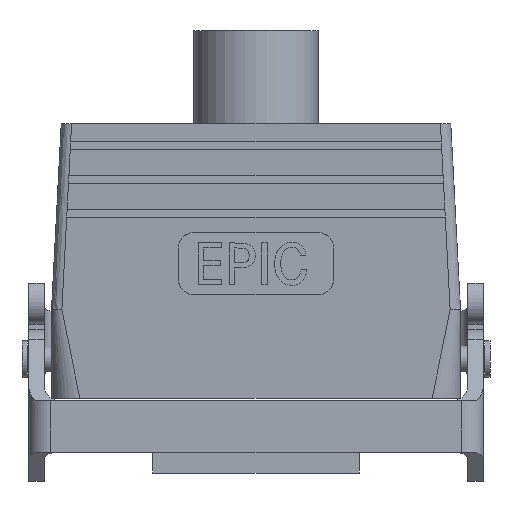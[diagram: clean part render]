
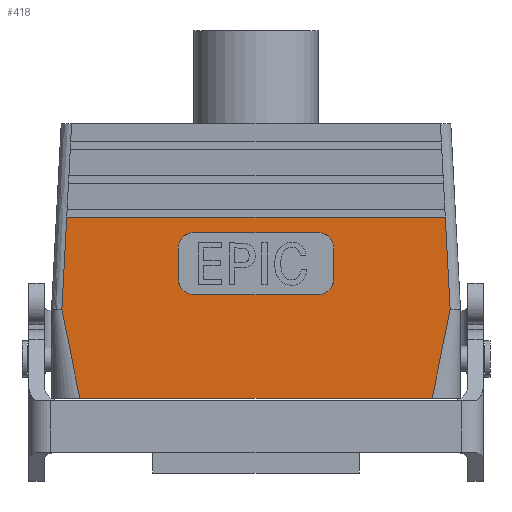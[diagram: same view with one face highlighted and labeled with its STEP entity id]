
A CAD part, left-side view. The second image highlights one B-rep face of the part: STEP entity #418.
In plain terms, the highlighted planar face has unit normal (-1, 0, -0.027).
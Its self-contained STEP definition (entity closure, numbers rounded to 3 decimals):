
#418 = ADVANCED_FACE( '', ( #926, #927 ), #928, .F. );
#926 = FACE_BOUND( '', #1757, .T. );
#927 = FACE_OUTER_BOUND( '', #1758, .T. );
#928 = PLANE( '', #1759 );
#1757 = EDGE_LOOP( '', ( #2988, #2989, #2990, #2991, #2992, #2993, #2994, #2995 ) );
#1758 = EDGE_LOOP( '', ( #2996, #2997, #2998, #2999, #3000, #3001 ) );
#1759 = AXIS2_PLACEMENT_3D( '', #3002, #3003, #3004 );
#2988 = ORIENTED_EDGE( '', *, *, #4283, .T. );
#2989 = ORIENTED_EDGE( '', *, *, #4284, .F. );
#2990 = ORIENTED_EDGE( '', *, *, #4285, .F. );
#2991 = ORIENTED_EDGE( '', *, *, #4116, .F. );
#2992 = ORIENTED_EDGE( '', *, *, #4286, .F. );
#2993 = ORIENTED_EDGE( '', *, *, #4088, .F. );
#2994 = ORIENTED_EDGE( '', *, *, #4135, .T. );
#2995 = ORIENTED_EDGE( '', *, *, #4216, .T. );
#2996 = ORIENTED_EDGE( '', *, *, #4287, .T. );
#2997 = ORIENTED_EDGE( '', *, *, #4288, .F. );
#2998 = ORIENTED_EDGE( '', *, *, #4033, .F. );
#2999 = ORIENTED_EDGE( '', *, *, #3966, .F. );
#3000 = ORIENTED_EDGE( '', *, *, #4162, .T. );
#3001 = ORIENTED_EDGE( '', *, *, #3995, .T. );
#3002 = CARTESIAN_POINT( '', ( -14.75, 39.5, 0. ) );
#3003 = DIRECTION( '', ( 1., 0., 0.027 ) );
#3004 = DIRECTION( '', ( 0.027, 0., -1. ) );
#3966 = EDGE_CURVE( '', #4696, #4697, #4698, .T. );
#3995 = EDGE_CURVE( '', #4746, #4743, #4747, .F. );
#4033 = EDGE_CURVE( '', #4697, #4812, #4813, .T. );
#4088 = EDGE_CURVE( '', #4903, #4904, #4905, .T. );
#4116 = EDGE_CURVE( '', #4952, #4953, #4954, .T. );
#4135 = EDGE_CURVE( '', #4903, #4981, #4982, .F. );
#4162 = EDGE_CURVE( '', #4696, #4746, #5020, .T. );
#4216 = EDGE_CURVE( '', #4981, #5098, #5099, .T. );
#4283 = EDGE_CURVE( '', #5098, #5189, #5190, .F. );
#4284 = EDGE_CURVE( '', #5191, #5189, #5192, .T. );
#4285 = EDGE_CURVE( '', #4953, #5191, #5193, .F. );
#4286 = EDGE_CURVE( '', #4904, #4952, #5194, .F. );
#4287 = EDGE_CURVE( '', #4743, #5195, #5196, .T. );
#4288 = EDGE_CURVE( '', #4812, #5195, #5197, .F. );
#4696 = VERTEX_POINT( '', #5756 );
#4697 = VERTEX_POINT( '', #5757 );
#4698 = LINE( '', #5758, #5759 );
#4743 = VERTEX_POINT( '', #5824 );
#4746 = VERTEX_POINT( '', #5846 );
#4747 = B_SPLINE_CURVE_WITH_KNOTS( '', 3, ( #5847, #5848, #5849, #5850 ), .UNSPECIFIED., .F., .F., ( 4, 4 ), ( 0.562, 0.84 ), .UNSPECIFIED. );
#4812 = VERTEX_POINT( '', #6018 );
#4813 = B_SPLINE_CURVE_WITH_KNOTS( '', 3, ( #6019, #6020, #6021, #6022 ), .UNSPECIFIED., .F., .F., ( 4, 4 ), ( 0.5, 0.599 ), .UNSPECIFIED. );
#4903 = VERTEX_POINT( '', #6206 );
#4904 = VERTEX_POINT( '', #6207 );
#4905 = LINE( '', #6208, #6209 );
#4952 = VERTEX_POINT( '', #6275 );
#4953 = VERTEX_POINT( '', #6276 );
#4954 = LINE( '', #6277, #6278 );
#4981 = VERTEX_POINT( '', #6333 );
#4982 = ELLIPSE( '', #6334, 3.001, 3. );
#5020 = B_SPLINE_CURVE_WITH_KNOTS( '', 3, ( #6400, #6401, #6402, #6403 ), .UNSPECIFIED., .F., .F., ( 4, 4 ), ( 0.5, 0.599 ), .UNSPECIFIED. );
#5098 = VERTEX_POINT( '', #6560 );
#5099 = LINE( '', #6561, #6562 );
#5189 = VERTEX_POINT( '', #6779 );
#5190 = ELLIPSE( '', #6780, 3.001, 3. );
#5191 = VERTEX_POINT( '', #6781 );
#5192 = LINE( '', #6782, #6783 );
#5193 = ELLIPSE( '', #6784, 3.001, 3. );
#5194 = ELLIPSE( '', #6785, 3.001, 3. );
#5195 = VERTEX_POINT( '', #6786 );
#5196 = LINE( '', #6787, #6788 );
#5197 = B_SPLINE_CURVE_WITH_KNOTS( '', 3, ( #6789, #6790, #6791, #6792 ), .UNSPECIFIED., .F., .F., ( 4, 4 ), ( 0.562, 0.84 ), .UNSPECIFIED. );
#5756 = CARTESIAN_POINT( '', ( -15.708, 36.562, 35. ) );
#5757 = CARTESIAN_POINT( '', ( -15.708, -36.562, 35. ) );
#5758 = CARTESIAN_POINT( '', ( -15.708, 39.5, 35. ) );
#5759 = VECTOR( '', #7320, 1000. );
#5824 = CARTESIAN_POINT( '', ( -14.75, 34.03, 0. ) );
#5846 = CARTESIAN_POINT( '', ( -15.22, 37.496, 17.178 ) );
#5847 = CARTESIAN_POINT( '', ( -14.75, 34.03, 0. ) );
#5848 = CARTESIAN_POINT( '', ( -14.907, 35.185, 5.726 ) );
#5849 = CARTESIAN_POINT( '', ( -15.063, 36.34, 11.452 ) );
#5850 = CARTESIAN_POINT( '', ( -15.22, 37.496, 17.178 ) );
#6018 = CARTESIAN_POINT( '', ( -15.22, -37.496, 17.178 ) );
#6019 = CARTESIAN_POINT( '', ( -15.708, -36.562, 35. ) );
#6020 = CARTESIAN_POINT( '', ( -15.545, -36.873, 29.059 ) );
#6021 = CARTESIAN_POINT( '', ( -15.382, -37.184, 23.119 ) );
#6022 = CARTESIAN_POINT( '', ( -15.22, -37.496, 17.178 ) );
#6206 = CARTESIAN_POINT( '', ( -15.625, -12., 32. ) );
#6207 = CARTESIAN_POINT( '', ( -15.625, 12., 32. ) );
#6208 = CARTESIAN_POINT( '', ( -15.625, 39.5, 32. ) );
#6209 = VECTOR( '', #7410, 1000. );
#6275 = CARTESIAN_POINT( '', ( -15.543, 15., 29. ) );
#6276 = CARTESIAN_POINT( '', ( -15.379, 15., 23. ) );
#6277 = CARTESIAN_POINT( '', ( -14.75, 15., 0. ) );
#6278 = VECTOR( '', #7445, 1000. );
#6333 = CARTESIAN_POINT( '', ( -15.543, -15., 29. ) );
#6334 = AXIS2_PLACEMENT_3D( '', #7462, #7463, #7464 );
#6400 = CARTESIAN_POINT( '', ( -15.708, 36.562, 35. ) );
#6401 = CARTESIAN_POINT( '', ( -15.545, 36.873, 29.059 ) );
#6402 = CARTESIAN_POINT( '', ( -15.382, 37.184, 23.119 ) );
#6403 = CARTESIAN_POINT( '', ( -15.22, 37.496, 17.178 ) );
#6560 = CARTESIAN_POINT( '', ( -15.379, -15., 23. ) );
#6561 = CARTESIAN_POINT( '', ( -14.75, -15., 0. ) );
#6562 = VECTOR( '', #7522, 1000. );
#6779 = CARTESIAN_POINT( '', ( -15.297, -12., 20. ) );
#6780 = AXIS2_PLACEMENT_3D( '', #7584, #7585, #7586 );
#6781 = CARTESIAN_POINT( '', ( -15.297, 12., 20. ) );
#6782 = CARTESIAN_POINT( '', ( -15.297, 39.5, 20. ) );
#6783 = VECTOR( '', #7587, 1000. );
#6784 = AXIS2_PLACEMENT_3D( '', #7588, #7589, #7590 );
#6785 = AXIS2_PLACEMENT_3D( '', #7591, #7592, #7593 );
#6786 = CARTESIAN_POINT( '', ( -14.75, -34.03, 0. ) );
#6787 = CARTESIAN_POINT( '', ( -14.75, 39.5, 0. ) );
#6788 = VECTOR( '', #7594, 1000. );
#6789 = CARTESIAN_POINT( '', ( -14.75, -34.03, 0. ) );
#6790 = CARTESIAN_POINT( '', ( -14.907, -35.185, 5.726 ) );
#6791 = CARTESIAN_POINT( '', ( -15.063, -36.34, 11.452 ) );
#6792 = CARTESIAN_POINT( '', ( -15.22, -37.496, 17.178 ) );
#7320 = DIRECTION( '', ( 0., -1., 0. ) );
#7410 = DIRECTION( '', ( 0., 1., 0. ) );
#7445 = DIRECTION( '', ( 0.027, 0., -1. ) );
#7462 = CARTESIAN_POINT( '', ( -15.543, -12., 29. ) );
#7463 = DIRECTION( '', ( -1., 0., -0.027 ) );
#7464 = DIRECTION( '', ( 0.027, 0., -1. ) );
#7522 = DIRECTION( '', ( 0.027, 0., -1. ) );
#7584 = CARTESIAN_POINT( '', ( -15.379, -12., 23. ) );
#7585 = DIRECTION( '', ( -1., 0., -0.027 ) );
#7586 = DIRECTION( '', ( 0.027, 0., -1. ) );
#7587 = DIRECTION( '', ( 0., -1., 0. ) );
#7588 = CARTESIAN_POINT( '', ( -15.379, 12., 23. ) );
#7589 = DIRECTION( '', ( 1., 0., 0.027 ) );
#7590 = DIRECTION( '', ( 0.027, 0., -1. ) );
#7591 = CARTESIAN_POINT( '', ( -15.543, 12., 29. ) );
#7592 = DIRECTION( '', ( 1., 0., 0.027 ) );
#7593 = DIRECTION( '', ( 0.027, 0., -1. ) );
#7594 = DIRECTION( '', ( 0., -1., 0. ) );
